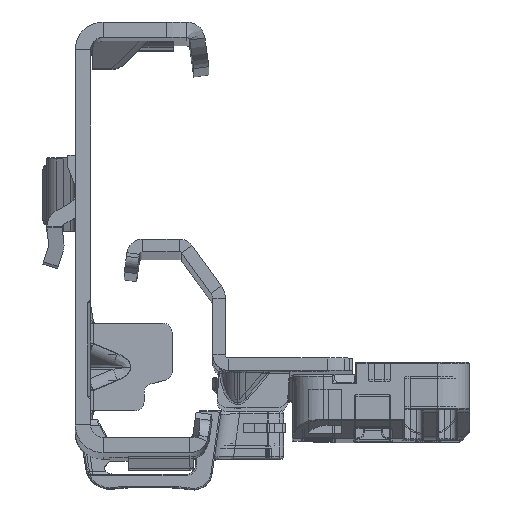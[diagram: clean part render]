
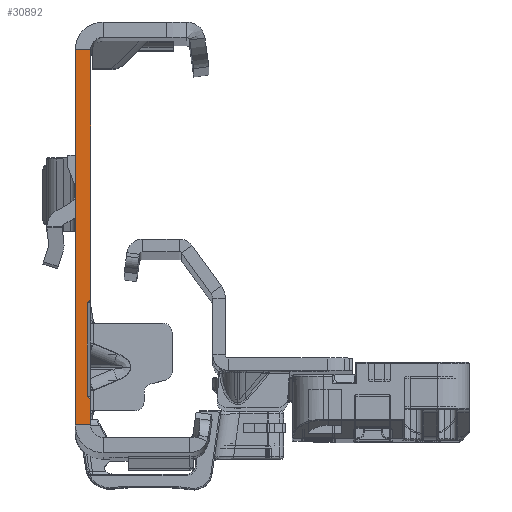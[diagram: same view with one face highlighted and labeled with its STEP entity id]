
A CAD part, top view. The second image highlights one B-rep face of the part: STEP entity #30892.
In plain terms, the highlighted planar face has unit normal (0, 0, 1).
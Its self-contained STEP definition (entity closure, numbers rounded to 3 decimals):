
#1812 = DIRECTION ( 'NONE',  ( 1., 0., 0. ) ) ;
#4982 = VECTOR ( 'NONE', #99040, 1000. ) ;
#5500 = CARTESIAN_POINT ( 'NONE',  ( 0., -9.932, 0. ) ) ;
#5906 = EDGE_CURVE ( 'NONE', #32665, #56475, #37082, .T. ) ;
#7844 = CARTESIAN_POINT ( 'NONE',  ( 0., 30., 0. ) ) ;
#10682 = CARTESIAN_POINT ( 'NONE',  ( 0., 30., 0. ) ) ;
#13481 = LINE ( 'NONE', #72580, #126966 ) ;
#20003 = FACE_OUTER_BOUND ( 'NONE', #56880, .T. ) ;
#21833 = EDGE_CURVE ( 'NONE', #56475, #23353, #121203, .T. ) ;
#23353 = VERTEX_POINT ( 'NONE', #114493 ) ;
#26893 = CARTESIAN_POINT ( 'NONE',  ( -2.45, 30., 0. ) ) ;
#30386 = PLANE ( 'NONE',  #43245 ) ;
#30892 = ADVANCED_FACE ( 'NONE', ( #20003 ), #30386, .T. ) ;
#32665 = VERTEX_POINT ( 'NONE', #10682 ) ;
#33784 = DIRECTION ( 'NONE',  ( -1., 0., 0. ) ) ;
#37082 = LINE ( 'NONE', #7844, #78443 ) ;
#37945 = EDGE_CURVE ( 'NONE', #38826, #108545, #72474, .T. ) ;
#38826 = VERTEX_POINT ( 'NONE', #115138 ) ;
#40662 = VERTEX_POINT ( 'NONE', #125275 ) ;
#41421 = CARTESIAN_POINT ( 'NONE',  ( -2.45, -32., 0. ) ) ;
#43245 = AXIS2_PLACEMENT_3D ( 'NONE', #41421, #99969, #1812 ) ;
#45035 = EDGE_CURVE ( 'NONE', #40662, #108545, #101218, .T. ) ;
#47476 = DIRECTION ( 'NONE',  ( -1., 0., 0. ) ) ;
#48985 = CARTESIAN_POINT ( 'NONE',  ( 0., -32., 0. ) ) ;
#49685 = EDGE_CURVE ( 'NONE', #40662, #78159, #13481, .T. ) ;
#52656 = LINE ( 'NONE', #64313, #63650 ) ;
#55164 = ORIENTED_EDGE ( 'NONE', *, *, #37945, .T. ) ;
#56475 = VERTEX_POINT ( 'NONE', #26893 ) ;
#56880 = EDGE_LOOP ( 'NONE', ( #128097, #61820, #89468, #110270, #106004, #102606, #91551, #55164 ) ) ;
#56980 = LINE ( 'NONE', #48985, #4982 ) ;
#58201 = VERTEX_POINT ( 'NONE', #104005 ) ;
#58219 = EDGE_CURVE ( 'NONE', #58201, #23353, #52656, .T. ) ;
#59619 = CARTESIAN_POINT ( 'NONE',  ( -0.536, -9.85, 0. ) ) ;
#61820 = ORIENTED_EDGE ( 'NONE', *, *, #49685, .T. ) ;
#61977 = DIRECTION ( 'NONE',  ( 0., -1., 0. ) ) ;
#63650 = VECTOR ( 'NONE', #33784, 1000. ) ;
#64313 = CARTESIAN_POINT ( 'NONE',  ( 0., -30., 0. ) ) ;
#67686 = VECTOR ( 'NONE', #61977, 1000. ) ;
#69101 = DIRECTION ( 'NONE',  ( 0., -1., 0. ) ) ;
#72474 = LINE ( 'NONE', #121329, #112833 ) ;
#72580 = CARTESIAN_POINT ( 'NONE',  ( -0.259, -10.182, 0. ) ) ;
#76784 = EDGE_CURVE ( 'NONE', #32665, #78159, #56980, .T. ) ;
#78159 = VERTEX_POINT ( 'NONE', #5500 ) ;
#78443 = VECTOR ( 'NONE', #47476, 1000. ) ;
#81077 = DIRECTION ( 'NONE',  ( 0.719, 0.695, 0. ) ) ;
#89257 = CARTESIAN_POINT ( 'NONE',  ( 0., -32., 0. ) ) ;
#89468 = ORIENTED_EDGE ( 'NONE', *, *, #76784, .F. ) ;
#89514 = DIRECTION ( 'NONE',  ( 0., -1., 0. ) ) ;
#90528 = LINE ( 'NONE', #89257, #125489 ) ;
#91551 = ORIENTED_EDGE ( 'NONE', *, *, #128665, .F. ) ;
#94786 = VECTOR ( 'NONE', #89514, 1000. ) ;
#99040 = DIRECTION ( 'NONE',  ( 0., -1., 0. ) ) ;
#99969 = DIRECTION ( 'NONE',  ( 0., 0., 1. ) ) ;
#101218 = LINE ( 'NONE', #59619, #94786 ) ;
#101661 = CARTESIAN_POINT ( 'NONE',  ( -2.45, -32., 0. ) ) ;
#102606 = ORIENTED_EDGE ( 'NONE', *, *, #58219, .F. ) ;
#104005 = CARTESIAN_POINT ( 'NONE',  ( 0., -30., 0. ) ) ;
#106004 = ORIENTED_EDGE ( 'NONE', *, *, #21833, .T. ) ;
#108545 = VERTEX_POINT ( 'NONE', #116511 ) ;
#110270 = ORIENTED_EDGE ( 'NONE', *, *, #5906, .T. ) ;
#112833 = VECTOR ( 'NONE', #122611, 1000. ) ;
#114493 = CARTESIAN_POINT ( 'NONE',  ( -2.45, -30., 0. ) ) ;
#115138 = CARTESIAN_POINT ( 'NONE',  ( 0., -25.968, 0. ) ) ;
#116511 = CARTESIAN_POINT ( 'NONE',  ( -0.536, -25.45, 0. ) ) ;
#121203 = LINE ( 'NONE', #101661, #67686 ) ;
#121329 = CARTESIAN_POINT ( 'NONE',  ( 0.082, -26.047, 0. ) ) ;
#122611 = DIRECTION ( 'NONE',  ( -0.719, 0.695, 0. ) ) ;
#125275 = CARTESIAN_POINT ( 'NONE',  ( -0.536, -10.45, 0. ) ) ;
#125489 = VECTOR ( 'NONE', #69101, 1000. ) ;
#126966 = VECTOR ( 'NONE', #81077, 1000. ) ;
#128097 = ORIENTED_EDGE ( 'NONE', *, *, #45035, .F. ) ;
#128665 = EDGE_CURVE ( 'NONE', #38826, #58201, #90528, .T. ) ;
